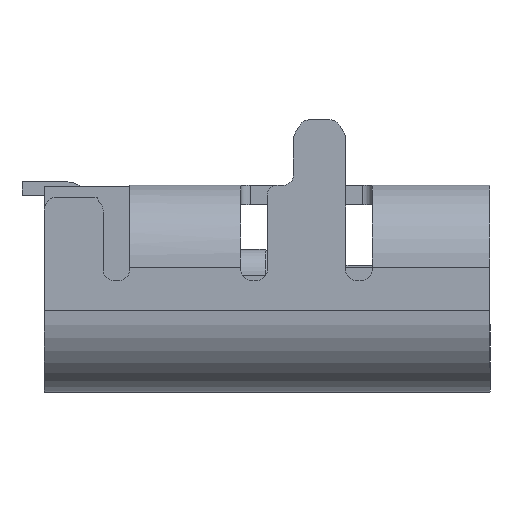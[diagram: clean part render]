
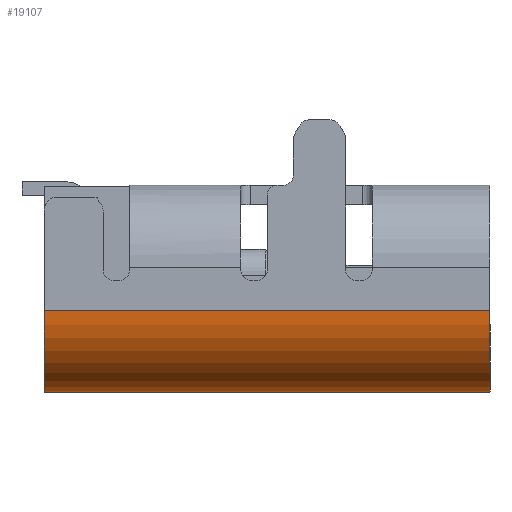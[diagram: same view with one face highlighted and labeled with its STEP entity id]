
A CAD part, left-side view. The second image highlights one B-rep face of the part: STEP entity #19107.
In plain terms, the highlighted cylindrical face has radius 1.25 mm (diameter 2.5 mm), a partial arc.
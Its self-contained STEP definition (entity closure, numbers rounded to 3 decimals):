
#936=CARTESIAN_POINT('',(-7.265,-5.1,9.54));
#937=DIRECTION('',(0.,-1.,0.));
#938=DIRECTION('',(-1.,0.,0.));
#939=AXIS2_PLACEMENT_3D('',#936,#937,#938);
#1115=CARTESIAN_POINT('',(-7.265,-11.9,
9.54));
#1116=DIRECTION('',(0.,1.,0.));
#1117=DIRECTION('',(0.,0.,-1.));
#1118=AXIS2_PLACEMENT_3D('',#1115,#1116,#1117);
#4203=DIRECTION('',(0.,1.,0.));
#4204=VECTOR('',#4203,6.8);
#4205=CARTESIAN_POINT('',(-7.265,-11.9,
8.29));
#4206=LINE('',#4205,#4204);
#4207=DIRECTION('',(0.,-1.,0.));
#4208=VECTOR('',#4207,6.8);
#4209=CARTESIAN_POINT('',(-8.515,-5.1,
9.54));
#4210=LINE('',#4209,#4208);
#10458=CARTESIAN_POINT('',(-7.265,-5.1,
8.29));
#10459=VERTEX_POINT('',#10458);
#10460=CARTESIAN_POINT('',(-7.265,-11.9,
8.29));
#10461=VERTEX_POINT('',#10460);
#10729=CARTESIAN_POINT('',(-8.515,-11.9,
9.54));
#10730=VERTEX_POINT('',#10729);
#10761=CARTESIAN_POINT('',(-8.515,-5.1,
9.54));
#10762=VERTEX_POINT('',#10761);
#19096=CARTESIAN_POINT('',(-7.265,6056930.091,
9.54));
#19097=DIRECTION('',(0.,-1.,0.));
#19098=DIRECTION('',(-1.,0.,0.));
#19099=AXIS2_PLACEMENT_3D('',#19096,#19097,#19098);
#19100=CYLINDRICAL_SURFACE('',#19099,1.25);
#19101=ORIENTED_EDGE('',*,*,#13108,.F.);
#19102=ORIENTED_EDGE('',*,*,#12773,.T.);
#19103=ORIENTED_EDGE('',*,*,#12909,.F.);
#19104=ORIENTED_EDGE('',*,*,#18440,.T.);
#19105=EDGE_LOOP('',(#19101,#19102,#19103,#19104));
#19106=FACE_OUTER_BOUND('',#19105,.F.);
#940=CIRCLE('',#939,1.25);
#1119=CIRCLE('',#1118,1.25);
#12773=EDGE_CURVE('',#10461,#10459,#4206,.T.);
#12909=EDGE_CURVE('',#10762,#10459,#940,.T.);
#13108=EDGE_CURVE('',#10461,#10730,#1119,.T.);
#18440=EDGE_CURVE('',#10762,#10730,#4210,.T.);
#19107=ADVANCED_FACE('',(#19106),#19100,.T.);
